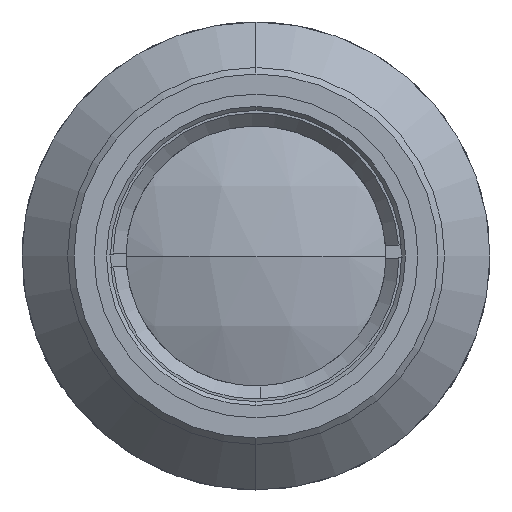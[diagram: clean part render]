
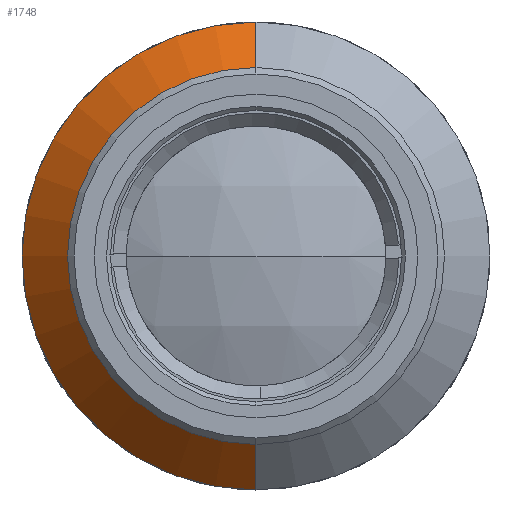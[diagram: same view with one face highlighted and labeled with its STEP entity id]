
A CAD part, left-side view. The second image highlights one B-rep face of the part: STEP entity #1748.
In plain terms, the highlighted conical face has half-angle 45 degrees and reference radius 18 mm.
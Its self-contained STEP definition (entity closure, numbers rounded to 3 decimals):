
#255 = VERTEX_POINT ( 'NONE', #3757 ) ;
#493 = LINE ( 'NONE', #2254, #1996 ) ;
#814 = EDGE_CURVE ( 'NONE', #3350, #1169, #493, .T. ) ;
#931 = DIRECTION ( 'NONE',  ( 1., 0., 0. ) ) ;
#951 = CARTESIAN_POINT ( 'NONE',  ( 13.5, 0., 0. ) ) ;
#952 = AXIS2_PLACEMENT_3D ( 'NONE', #951, #931, #2391 ) ;
#960 = LINE ( 'NONE', #1356, #1634 ) ;
#1169 = VERTEX_POINT ( 'NONE', #4120 ) ;
#1356 = CARTESIAN_POINT ( 'NONE',  ( 13.5, 0., -18. ) ) ;
#1428 = DIRECTION ( 'NONE',  ( -1., 0., 0. ) ) ;
#1484 = CIRCLE ( 'NONE', #3062, 14.5 ) ;
#1514 = CARTESIAN_POINT ( 'NONE',  ( 10., 0., 0. ) ) ;
#1634 = VECTOR ( 'NONE', #1668, 1000. ) ;
#1668 = DIRECTION ( 'NONE',  ( 0.707, 0., -0.707 ) ) ;
#1748 = ADVANCED_FACE ( 'NONE', ( #2056 ), #4506, .T. ) ;
#1903 = CARTESIAN_POINT ( 'NONE',  ( 10., 0., -14.5 ) ) ;
#1924 = DIRECTION ( 'NONE',  ( 0.707, 0., 0.707 ) ) ;
#1996 = VECTOR ( 'NONE', #1924, 1000. ) ;
#2055 = EDGE_CURVE ( 'NONE', #3149, #255, #960, .T. ) ;
#2056 = FACE_OUTER_BOUND ( 'NONE', #2427, .T. ) ;
#2254 = CARTESIAN_POINT ( 'NONE',  ( 13.5, 0., 18. ) ) ;
#2271 = EDGE_CURVE ( 'NONE', #3350, #3149, #1484, .T. ) ;
#2391 = DIRECTION ( 'NONE',  ( 0., 0., -1. ) ) ;
#2427 = EDGE_LOOP ( 'NONE', ( #2496, #3150, #3177, #3812 ) ) ;
#2461 = CARTESIAN_POINT ( 'NONE',  ( 13.5, 0., 0. ) ) ;
#2496 = ORIENTED_EDGE ( 'NONE', *, *, #2271, .F. ) ;
#2868 = DIRECTION ( 'NONE',  ( 0., 0., 1. ) ) ;
#2954 = DIRECTION ( 'NONE',  ( -1., 0., 0. ) ) ;
#3062 = AXIS2_PLACEMENT_3D ( 'NONE', #1514, #2954, #4409 ) ;
#3149 = VERTEX_POINT ( 'NONE', #1903 ) ;
#3150 = ORIENTED_EDGE ( 'NONE', *, *, #814, .T. ) ;
#3177 = ORIENTED_EDGE ( 'NONE', *, *, #3427, .T. ) ;
#3350 = VERTEX_POINT ( 'NONE', #4327 ) ;
#3427 = EDGE_CURVE ( 'NONE', #1169, #255, #3622, .T. ) ;
#3622 = CIRCLE ( 'NONE', #4449, 18. ) ;
#3757 = CARTESIAN_POINT ( 'NONE',  ( 13.5, 0., -18. ) ) ;
#3812 = ORIENTED_EDGE ( 'NONE', *, *, #2055, .F. ) ;
#4120 = CARTESIAN_POINT ( 'NONE',  ( 13.5, 0., 18. ) ) ;
#4327 = CARTESIAN_POINT ( 'NONE',  ( 10., 0., 14.5 ) ) ;
#4409 = DIRECTION ( 'NONE',  ( 0., 0., 1. ) ) ;
#4449 = AXIS2_PLACEMENT_3D ( 'NONE', #2461, #1428, #2868 ) ;
#4506 = CONICAL_SURFACE ( 'NONE', #952, 18., 0.785 ) ;
